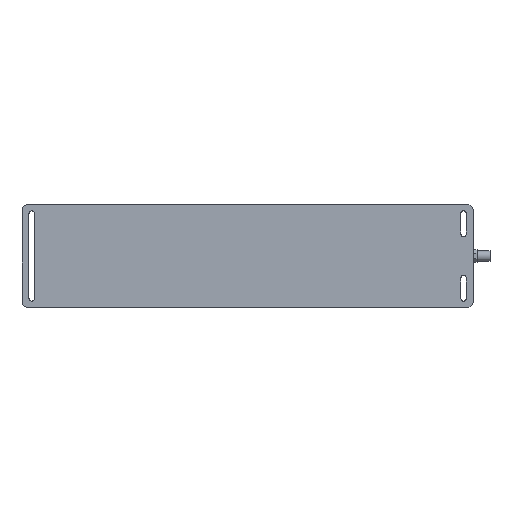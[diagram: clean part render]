
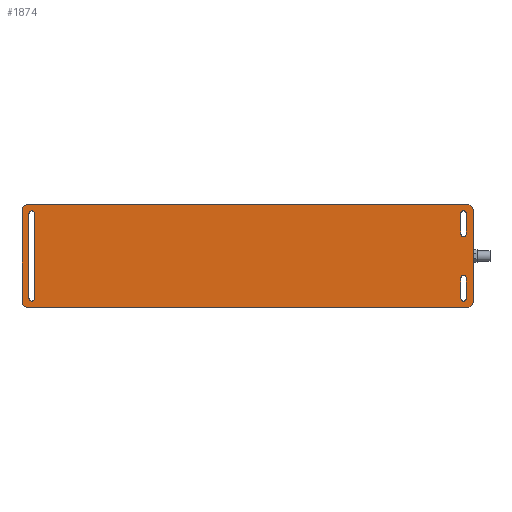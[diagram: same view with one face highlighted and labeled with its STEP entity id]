
A CAD part, top view. The second image highlights one B-rep face of the part: STEP entity #1874.
In plain terms, the highlighted planar face has unit normal (0, 0, 1).
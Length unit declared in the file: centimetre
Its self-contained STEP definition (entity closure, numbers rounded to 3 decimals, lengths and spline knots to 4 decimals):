
#148=PLANE('',#2054);
#195=VECTOR('',#2217,1.);
#210=VECTOR('',#2236,1.);
#215=VECTOR('',#2248,1.);
#219=VECTOR('',#2259,1.);
#224=VECTOR('',#2271,1.);
#270=VECTOR('',#2424,1.);
#274=VECTOR('',#2433,1.);
#277=VECTOR('',#2441,1.);
#280=VECTOR('',#2449,1.);
#282=VECTOR('',#2456,1.);
#286=VECTOR('',#2465,1.);
#289=VECTOR('',#2473,1.);
#292=VECTOR('',#2481,1.);
#296=VECTOR('',#2496,1.);
#298=VECTOR('',#2503,1.);
#299=VECTOR('',#2506,1.);
#357=LINE('',#2732,#195);
#372=LINE('',#2766,#210);
#377=LINE('',#2781,#215);
#381=LINE('',#2793,#219);
#386=LINE('',#2806,#224);
#432=LINE('',#2965,#270);
#436=LINE('',#2975,#274);
#439=LINE('',#2983,#277);
#442=LINE('',#2991,#280);
#444=LINE('',#2997,#282);
#448=LINE('',#3007,#286);
#451=LINE('',#3015,#289);
#454=LINE('',#3023,#292);
#458=LINE('',#3038,#296);
#460=LINE('',#3045,#298);
#461=LINE('',#3049,#299);
#534=VERTEX_POINT('',#2731);
#535=VERTEX_POINT('',#2733);
#548=VERTEX_POINT('',#2764);
#550=VERTEX_POINT('',#2767);
#553=VERTEX_POINT('',#2775);
#554=VERTEX_POINT('',#2779);
#556=VERTEX_POINT('',#2782);
#558=VERTEX_POINT('',#2791);
#560=VERTEX_POINT('',#2794);
#563=VERTEX_POINT('',#2804);
#616=VERTEX_POINT('',#2964);
#617=VERTEX_POINT('',#2966);
#618=VERTEX_POINT('',#2970);
#619=VERTEX_POINT('',#2974);
#620=VERTEX_POINT('',#2976);
#621=VERTEX_POINT('',#2982);
#622=VERTEX_POINT('',#2984);
#623=VERTEX_POINT('',#2990);
#624=VERTEX_POINT('',#2996);
#625=VERTEX_POINT('',#2998);
#626=VERTEX_POINT('',#3002);
#627=VERTEX_POINT('',#3006);
#628=VERTEX_POINT('',#3008);
#629=VERTEX_POINT('',#3014);
#630=VERTEX_POINT('',#3016);
#631=VERTEX_POINT('',#3022);
#634=VERTEX_POINT('',#3031);
#635=VERTEX_POINT('',#3033);
#637=VERTEX_POINT('',#3039);
#638=VERTEX_POINT('',#3043);
#639=VERTEX_POINT('',#3046);
#640=VERTEX_POINT('',#3048);
#689=CIRCLE('',#1957,0.2);
#691=CIRCLE('',#1961,0.2);
#693=CIRCLE('',#1965,0.2);
#695=CIRCLE('',#1969,0.2);
#728=CIRCLE('',#2028,0.2);
#729=CIRCLE('',#2031,0.2);
#730=CIRCLE('',#2034,0.2);
#731=CIRCLE('',#2037,0.2);
#732=CIRCLE('',#2040,0.2);
#733=CIRCLE('',#2043,0.2);
#734=CIRCLE('',#2046,0.2);
#735=CIRCLE('',#2049,0.2);
#737=CIRCLE('',#2052,0.5);
#738=CIRCLE('',#2055,0.5);
#739=CIRCLE('',#2056,0.5);
#740=CIRCLE('',#2057,0.5);
#813=EDGE_CURVE('',#534,#535,#357,.T.);
#828=EDGE_CURVE('',#550,#548,#372,.T.);
#832=EDGE_CURVE('',#550,#553,#689,.T.);
#835=EDGE_CURVE('',#556,#554,#377,.T.);
#839=EDGE_CURVE('',#556,#548,#691,.T.);
#841=EDGE_CURVE('',#560,#558,#381,.T.);
#845=EDGE_CURVE('',#560,#554,#693,.T.);
#848=EDGE_CURVE('',#563,#553,#386,.T.);
#850=EDGE_CURVE('',#563,#558,#695,.T.);
#928=EDGE_CURVE('',#617,#616,#432,.T.);
#930=EDGE_CURVE('',#617,#618,#728,.T.);
#933=EDGE_CURVE('',#620,#619,#436,.T.);
#935=EDGE_CURVE('',#620,#616,#729,.T.);
#937=EDGE_CURVE('',#622,#621,#439,.T.);
#939=EDGE_CURVE('',#622,#619,#730,.T.);
#941=EDGE_CURVE('',#623,#618,#442,.T.);
#942=EDGE_CURVE('',#623,#621,#731,.T.);
#944=EDGE_CURVE('',#625,#624,#444,.T.);
#946=EDGE_CURVE('',#625,#626,#732,.T.);
#949=EDGE_CURVE('',#628,#627,#448,.T.);
#951=EDGE_CURVE('',#628,#624,#733,.T.);
#953=EDGE_CURVE('',#630,#629,#451,.T.);
#955=EDGE_CURVE('',#630,#627,#734,.T.);
#957=EDGE_CURVE('',#631,#626,#454,.T.);
#958=EDGE_CURVE('',#631,#629,#735,.T.);
#961=EDGE_CURVE('',#634,#635,#737,.T.);
#964=EDGE_CURVE('',#635,#637,#458,.T.);
#966=EDGE_CURVE('',#535,#638,#738,.T.);
#967=EDGE_CURVE('',#637,#534,#739,.T.);
#968=EDGE_CURVE('',#639,#634,#460,.T.);
#969=EDGE_CURVE('',#640,#639,#740,.T.);
#970=EDGE_CURVE('',#638,#640,#461,.T.);
#1346=ORIENTED_EDGE('',*,*,#966,.F.);
#1347=ORIENTED_EDGE('',*,*,#813,.F.);
#1348=ORIENTED_EDGE('',*,*,#967,.F.);
#1349=ORIENTED_EDGE('',*,*,#964,.F.);
#1350=ORIENTED_EDGE('',*,*,#961,.F.);
#1351=ORIENTED_EDGE('',*,*,#968,.F.);
#1352=ORIENTED_EDGE('',*,*,#969,.F.);
#1353=ORIENTED_EDGE('',*,*,#970,.F.);
#1354=ORIENTED_EDGE('',*,*,#942,.F.);
#1355=ORIENTED_EDGE('',*,*,#941,.T.);
#1356=ORIENTED_EDGE('',*,*,#930,.F.);
#1357=ORIENTED_EDGE('',*,*,#928,.T.);
#1358=ORIENTED_EDGE('',*,*,#935,.F.);
#1359=ORIENTED_EDGE('',*,*,#933,.T.);
#1360=ORIENTED_EDGE('',*,*,#939,.F.);
#1361=ORIENTED_EDGE('',*,*,#937,.T.);
#1362=ORIENTED_EDGE('',*,*,#958,.F.);
#1363=ORIENTED_EDGE('',*,*,#957,.T.);
#1364=ORIENTED_EDGE('',*,*,#946,.F.);
#1365=ORIENTED_EDGE('',*,*,#944,.T.);
#1366=ORIENTED_EDGE('',*,*,#951,.F.);
#1367=ORIENTED_EDGE('',*,*,#949,.T.);
#1368=ORIENTED_EDGE('',*,*,#955,.F.);
#1369=ORIENTED_EDGE('',*,*,#953,.T.);
#1370=ORIENTED_EDGE('',*,*,#839,.F.);
#1371=ORIENTED_EDGE('',*,*,#835,.T.);
#1372=ORIENTED_EDGE('',*,*,#845,.F.);
#1373=ORIENTED_EDGE('',*,*,#841,.T.);
#1374=ORIENTED_EDGE('',*,*,#850,.F.);
#1375=ORIENTED_EDGE('',*,*,#848,.T.);
#1376=ORIENTED_EDGE('',*,*,#832,.F.);
#1377=ORIENTED_EDGE('',*,*,#828,.T.);
#1624=EDGE_LOOP('',(#1346,#1347,#1348,#1349,#1350,#1351,#1352,#1353));
#1625=EDGE_LOOP('',(#1354,#1355,#1356,#1357,#1358,#1359,#1360,#1361));
#1626=EDGE_LOOP('',(#1362,#1363,#1364,#1365,#1366,#1367,#1368,#1369));
#1627=EDGE_LOOP('',(#1370,#1371,#1372,#1373,#1374,#1375,#1376,#1377));
#1756=FACE_BOUND('',#1624,.T.);
#1757=FACE_BOUND('',#1625,.T.);
#1758=FACE_BOUND('',#1626,.T.);
#1759=FACE_BOUND('',#1627,.T.);
#1874=ADVANCED_FACE('',(#1756,#1757,#1758,#1759),#148,.T.);
#1957=AXIS2_PLACEMENT_3D('',#2774,#2243,#2244);
#1961=AXIS2_PLACEMENT_3D('',#2788,#2255,#2256);
#1965=AXIS2_PLACEMENT_3D('',#2800,#2266,#2267);
#1969=AXIS2_PLACEMENT_3D('',#2809,#2276,#2277);
#2028=AXIS2_PLACEMENT_3D('',#2969,#2428,#2429);
#2031=AXIS2_PLACEMENT_3D('',#2979,#2437,#2438);
#2034=AXIS2_PLACEMENT_3D('',#2987,#2445,#2446);
#2037=AXIS2_PLACEMENT_3D('',#2993,#2452,#2453);
#2040=AXIS2_PLACEMENT_3D('',#3001,#2460,#2461);
#2043=AXIS2_PLACEMENT_3D('',#3011,#2469,#2470);
#2046=AXIS2_PLACEMENT_3D('',#3019,#2477,#2478);
#2049=AXIS2_PLACEMENT_3D('',#3025,#2484,#2485);
#2052=AXIS2_PLACEMENT_3D('',#3032,#2491,#2492);
#2054=AXIS2_PLACEMENT_3D('',#3041,#2498,$);
#2055=AXIS2_PLACEMENT_3D('',#3042,#2499,#2500);
#2056=AXIS2_PLACEMENT_3D('',#3044,#2501,#2502);
#2057=AXIS2_PLACEMENT_3D('',#3047,#2504,#2505);
#2217=DIRECTION('',(1.,0.,0.));
#2236=DIRECTION('',(0.,1.,0.));
#2243=DIRECTION('',(0.,0.,1.));
#2244=DIRECTION('',(-0.141,-0.141,0.));
#2248=DIRECTION('',(1.,0.,0.));
#2255=DIRECTION('',(0.,0.,1.));
#2256=DIRECTION('',(-0.141,0.141,0.));
#2259=DIRECTION('',(0.,-1.,0.));
#2266=DIRECTION('',(0.,0.,1.));
#2267=DIRECTION('',(0.141,0.141,0.));
#2271=DIRECTION('',(-1.,0.,0.));
#2276=DIRECTION('',(0.,0.,1.));
#2277=DIRECTION('',(0.141,-0.141,0.));
#2424=DIRECTION('',(0.,1.,0.));
#2428=DIRECTION('',(0.,0.,1.));
#2429=DIRECTION('',(-0.141,-0.141,0.));
#2433=DIRECTION('',(1.,0.,0.));
#2437=DIRECTION('',(0.,0.,1.));
#2438=DIRECTION('',(-0.141,0.141,0.));
#2441=DIRECTION('',(0.,-1.,0.));
#2445=DIRECTION('',(0.,0.,1.));
#2446=DIRECTION('',(0.141,0.141,0.));
#2449=DIRECTION('',(-1.,0.,0.));
#2452=DIRECTION('',(0.,0.,1.));
#2453=DIRECTION('',(0.141,-0.141,0.));
#2456=DIRECTION('',(0.,-1.,0.));
#2460=DIRECTION('',(0.,0.,1.));
#2461=DIRECTION('',(0.141,0.141,0.));
#2465=DIRECTION('',(-1.,0.,0.));
#2469=DIRECTION('',(0.,0.,1.));
#2470=DIRECTION('',(0.141,-0.141,0.));
#2473=DIRECTION('',(0.,1.,0.));
#2477=DIRECTION('',(0.,0.,1.));
#2478=DIRECTION('',(-0.141,-0.141,0.));
#2481=DIRECTION('',(1.,0.,0.));
#2484=DIRECTION('',(0.,0.,1.));
#2485=DIRECTION('',(-0.141,0.141,0.));
#2491=DIRECTION('',(0.,0.,-1.));
#2492=DIRECTION('',(-0.354,-0.354,0.));
#2496=DIRECTION('',(0.,1.,0.));
#2498=DIRECTION('',(0.,0.,1.));
#2499=DIRECTION('',(0.,0.,-1.));
#2500=DIRECTION('',(0.354,0.354,0.));
#2501=DIRECTION('',(0.,0.,-1.));
#2502=DIRECTION('',(-0.354,0.354,0.));
#2503=DIRECTION('',(-1.,0.,0.));
#2504=DIRECTION('',(0.,0.,-1.));
#2505=DIRECTION('',(0.354,-0.354,0.));
#2506=DIRECTION('',(0.,-1.,0.));
#2731=CARTESIAN_POINT('',(-29.5,4.,1.6));
#2732=CARTESIAN_POINT('',(-30.,4.,1.6));
#2733=CARTESIAN_POINT('',(4.5,4.,1.6));
#2764=CARTESIAN_POINT('',(-29.46,3.3,1.6));
#2766=CARTESIAN_POINT('',(-29.46,0.,1.6));
#2767=CARTESIAN_POINT('',(-29.46,-3.3,1.6));
#2774=CARTESIAN_POINT('',(-29.26,-3.3,1.6));
#2775=CARTESIAN_POINT('',(-29.26,-3.5,1.6));
#2779=CARTESIAN_POINT('',(-29.24,3.5,1.6));
#2781=CARTESIAN_POINT('',(-20.875,3.5,1.6));
#2782=CARTESIAN_POINT('',(-29.26,3.5,1.6));
#2788=CARTESIAN_POINT('',(-29.26,3.3,1.6));
#2791=CARTESIAN_POINT('',(-29.04,-3.3,1.6));
#2793=CARTESIAN_POINT('',(-29.04,0.,1.6));
#2794=CARTESIAN_POINT('',(-29.04,3.3,1.6));
#2800=CARTESIAN_POINT('',(-29.24,3.3,1.6));
#2804=CARTESIAN_POINT('',(-29.24,-3.5,1.6));
#2806=CARTESIAN_POINT('',(-20.875,-3.5,1.6));
#2809=CARTESIAN_POINT('',(-29.24,-3.3,1.6));
#2964=CARTESIAN_POINT('',(4.04,-1.7,1.6));
#2965=CARTESIAN_POINT('',(4.04,-1.25,1.6));
#2966=CARTESIAN_POINT('',(4.04,-3.3,1.6));
#2969=CARTESIAN_POINT('',(4.24,-3.3,1.6));
#2970=CARTESIAN_POINT('',(4.24,-3.5,1.6));
#2974=CARTESIAN_POINT('',(4.26,-1.5,1.6));
#2975=CARTESIAN_POINT('',(-4.125,-1.5,1.6));
#2976=CARTESIAN_POINT('',(4.24,-1.5,1.6));
#2979=CARTESIAN_POINT('',(4.24,-1.7,1.6));
#2982=CARTESIAN_POINT('',(4.46,-3.3,1.6));
#2983=CARTESIAN_POINT('',(4.46,-1.25,1.6));
#2984=CARTESIAN_POINT('',(4.46,-1.7,1.6));
#2987=CARTESIAN_POINT('',(4.26,-1.7,1.6));
#2990=CARTESIAN_POINT('',(4.26,-3.5,1.6));
#2991=CARTESIAN_POINT('',(-4.125,-3.5,1.6));
#2993=CARTESIAN_POINT('',(4.26,-3.3,1.6));
#2996=CARTESIAN_POINT('',(4.46,1.7,1.6));
#2997=CARTESIAN_POINT('',(4.46,1.25,1.6));
#2998=CARTESIAN_POINT('',(4.46,3.3,1.6));
#3001=CARTESIAN_POINT('',(4.26,3.3,1.6));
#3002=CARTESIAN_POINT('',(4.26,3.5,1.6));
#3006=CARTESIAN_POINT('',(4.24,1.5,1.6));
#3007=CARTESIAN_POINT('',(-4.125,1.5,1.6));
#3008=CARTESIAN_POINT('',(4.26,1.5,1.6));
#3011=CARTESIAN_POINT('',(4.26,1.7,1.6));
#3014=CARTESIAN_POINT('',(4.04,3.3,1.6));
#3015=CARTESIAN_POINT('',(4.04,1.25,1.6));
#3016=CARTESIAN_POINT('',(4.04,1.7,1.6));
#3019=CARTESIAN_POINT('',(4.24,1.7,1.6));
#3022=CARTESIAN_POINT('',(4.24,3.5,1.6));
#3023=CARTESIAN_POINT('',(-4.125,3.5,1.6));
#3025=CARTESIAN_POINT('',(4.24,3.3,1.6));
#3031=CARTESIAN_POINT('',(-29.5,-4.,1.6));
#3032=CARTESIAN_POINT('',(-29.5,-3.5,1.6));
#3033=CARTESIAN_POINT('',(-30.,-3.5,1.6));
#3038=CARTESIAN_POINT('',(-30.,-4.,1.6));
#3039=CARTESIAN_POINT('',(-30.,3.5,1.6));
#3041=CARTESIAN_POINT('',(-12.5,0.,1.6));
#3042=CARTESIAN_POINT('',(4.5,3.5,1.6));
#3043=CARTESIAN_POINT('',(5.,3.5,1.6));
#3044=CARTESIAN_POINT('',(-29.5,3.5,1.6));
#3045=CARTESIAN_POINT('',(5.,-4.,1.6));
#3046=CARTESIAN_POINT('',(4.5,-4.,1.6));
#3047=CARTESIAN_POINT('',(4.5,-3.5,1.6));
#3048=CARTESIAN_POINT('',(5.,-3.5,1.6));
#3049=CARTESIAN_POINT('',(5.,4.,1.6));
